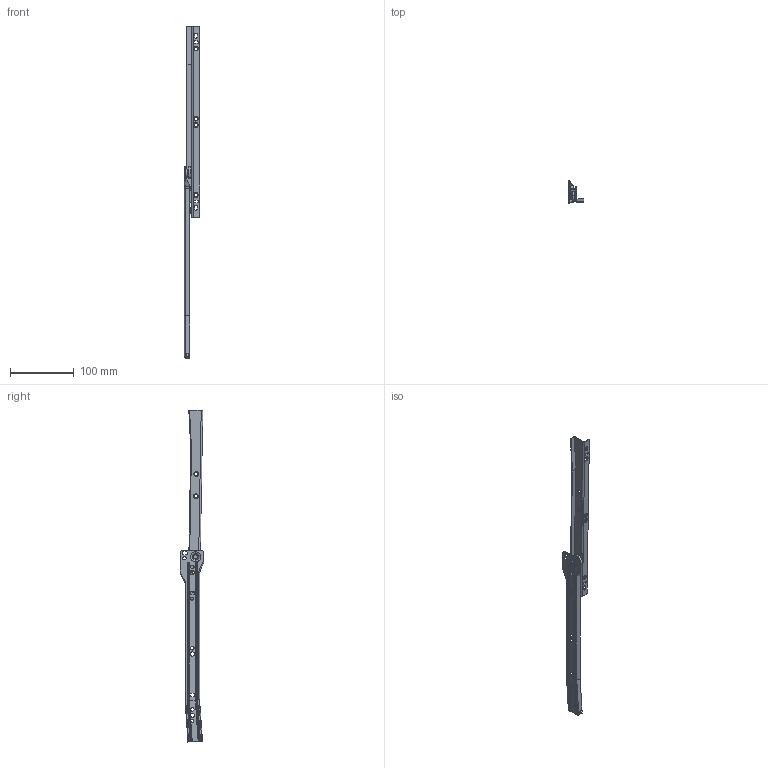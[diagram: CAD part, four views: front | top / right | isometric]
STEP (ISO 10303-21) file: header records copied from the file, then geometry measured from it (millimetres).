
FILE_DESCRIPTION (( 'STEP AP214' ), '1' );
FILE_NAME ('FR_1921.0300mm_12inch_open_left.STEP', '2022-11-07T06:33:35', ( '' ), ( '' ), 'SwSTEP 2.0', 'SolidWorks 2020', '' );
FILE_SCHEMA (( 'AUTOMOTIVE_DESIGN' ));
Length unit declared in the file: millimetre
Products named in the file (9): 1921.XXX-01.C022_NL  300; FR_1921.0300mm_12inch_open_left; 1921 DRAWER ROLLER; 1921 CABINET RIVET; 1921 CABINET ROLLER; 1921.XXX-03.C022_NL  300; 1921 DRAWER RIVET
Assembly tree (8 placements, depth 3):
  FR_1921.0300mm_12inch_open_left
    1921.XXX-01.C022_NL  300
      1921.XXX-01.C022_NL  300
      1921 CABINET RIVET
      1921 CABINET ROLLER
    1921.XXX-03.C022_NL  300
      1921.XXX-03.C022_NL  300
      1921 DRAWER RIVET
      1921 DRAWER ROLLER
Bounding box: 23.9 x 37 x 521.16 mm (x, y, z)
Volume: 27790 mm3; surface area: 47521.1 mm2
Topology: 6 solids, 6 shells, 375 faces, 935 edges, 578 vertices
Faces by surface type: cylinder 166, plane 129, cone 42, torus 32, bspline 6
Entity records: 11784 total; most frequent: CARTESIAN_POINT 2335, DIRECTION 2016, ORIENTED_EDGE 1860, EDGE_CURVE 930, AXIS2_PLACEMENT_3D 767, VERTEX_POINT 578, LINE 482, VECTOR 482
